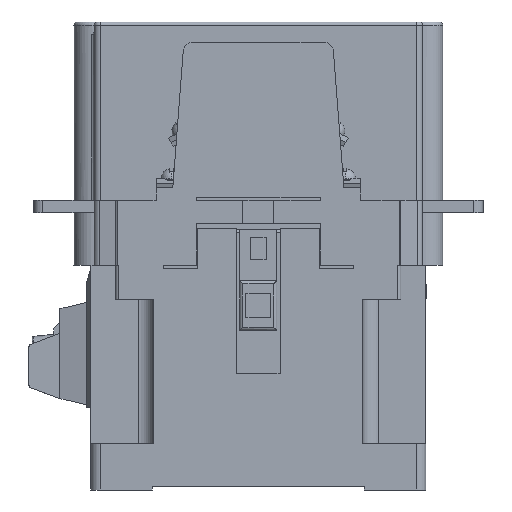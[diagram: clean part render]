
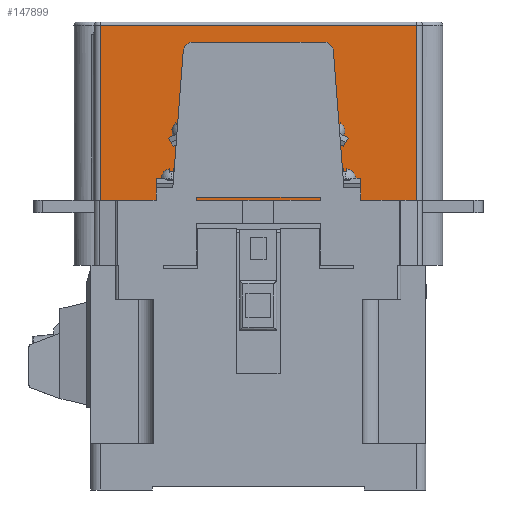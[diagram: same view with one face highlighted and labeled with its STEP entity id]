
A CAD part, left-side view. The second image highlights one B-rep face of the part: STEP entity #147899.
In plain terms, the highlighted planar face has unit normal (-1, 0, 0).
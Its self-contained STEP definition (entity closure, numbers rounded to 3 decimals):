
#12046=DIRECTION('',(0.,1.,0.));
#12047=VECTOR('',#12046,102.);
#12048=CARTESIAN_POINT('',(15.,3.,9.));
#12049=LINE('',#12048,#12047);
#23390=DIRECTION('',(0.,-1.,0.));
#23391=VECTOR('',#23390,102.);
#23392=CARTESIAN_POINT('',(15.,105.,65.5));
#23393=LINE('',#23392,#23391);
#23414=DIRECTION('',(0.,0.,1.));
#23415=VECTOR('',#23414,56.5);
#23416=CARTESIAN_POINT('',(15.,3.,9.));
#23417=LINE('',#23416,#23415);
#23426=DIRECTION('',(0.,0.,1.));
#23427=VECTOR('',#23426,56.5);
#23428=CARTESIAN_POINT('',(15.,105.,9.));
#23429=LINE('',#23428,#23427);
#120661=CARTESIAN_POINT('',(15.,3.,65.5));
#120663=VERTEX_POINT('',#120661);
#120667=CARTESIAN_POINT('',(15.,105.,65.5));
#120668=VERTEX_POINT('',#120667);
#123625=CARTESIAN_POINT('',(15.,3.,9.));
#123626=CARTESIAN_POINT('',(15.,105.,9.));
#123627=VERTEX_POINT('',#123625);
#123628=VERTEX_POINT('',#123626);
#147887=CARTESIAN_POINT('',(15.,1.,66.5));
#147888=DIRECTION('',(-1.,0.,0.));
#147889=DIRECTION('',(0.,1.,0.));
#147890=AXIS2_PLACEMENT_3D('',#147887,#147888,#147889);
#147891=PLANE('',#147890);
#147892=ORIENTED_EDGE('',*,*,#137899,.T.);
#147894=ORIENTED_EDGE('',*,*,#147893,.T.);
#147895=ORIENTED_EDGE('',*,*,#147834,.T.);
#147896=ORIENTED_EDGE('',*,*,#147873,.F.);
#147897=EDGE_LOOP('',(#147892,#147894,#147895,#147896));
#147898=FACE_OUTER_BOUND('',#147897,.F.);
#147899=ADVANCED_FACE('',(#147898),#147891,.T.);
#137899=EDGE_CURVE('',#123627,#123628,#12049,.T.);
#147834=EDGE_CURVE('',#120668,#120663,#23393,.T.);
#147873=EDGE_CURVE('',#123627,#120663,#23417,.T.);
#147893=EDGE_CURVE('',#123628,#120668,#23429,.T.);
